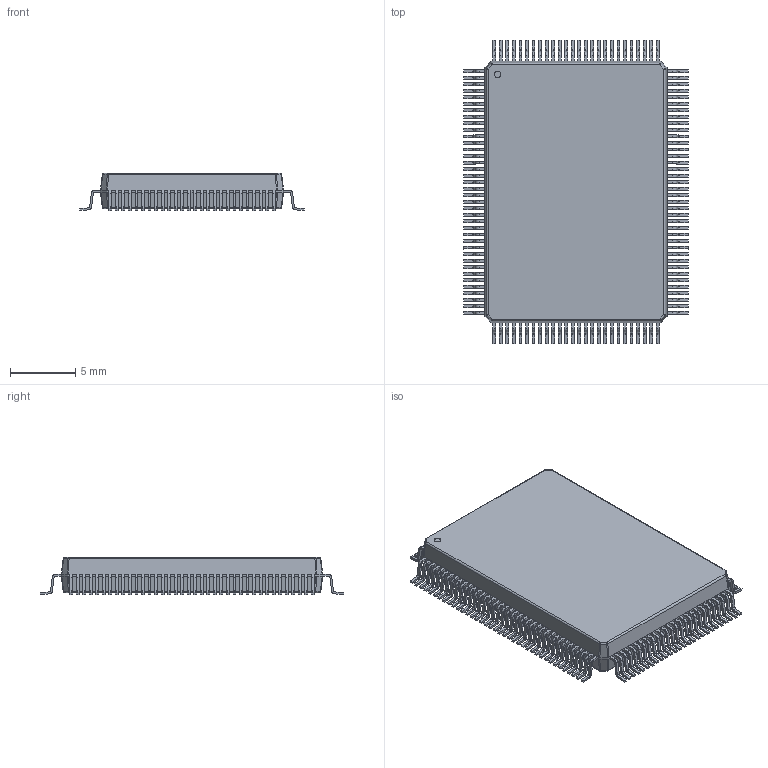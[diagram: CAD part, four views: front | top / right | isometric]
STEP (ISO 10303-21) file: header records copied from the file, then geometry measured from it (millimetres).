
FILE_DESCRIPTION((''),'2;1');
FILE_NAME('VLA128A_ASM','2019-10-03T15:18:26',('a0412086'),(''),'CREO PARAMETRIC BY PTC INC, 2018020','CREO PARAMETRIC BY PTC INC, 2018020','');
FILE_SCHEMA(('AUTOMOTIVE_DESIGN { 1 0 10303 214 1 1 1 1 }'));
Products named in the file (3): VLA128A; LEADS; VLA128A_ASM
Assembly tree (2 placements, depth 2):
  VLA128A_ASM
    VLA128A
    LEADS
Bounding box: 17.2 x 23.2 x 2.85 mm (x, y, z)
Volume: 752.3 mm3; surface area: 975.5 mm2
Topology: 129 solids, 129 shells, 1877 faces, 4774 edges, 3156 vertices
Faces by surface type: plane 1307, cylinder 554, sphere 16
Entity records: 71533 total; most frequent: CARTESIAN_POINT 9891, DIRECTION 9598, ORIENTED_EDGE 9548, PRESENTATION_STYLE_ASSIGNMENT 4903, STYLED_ITEM 4903, CURVE_STYLE 4774, EDGE_CURVE 4774, VECTOR 3682
